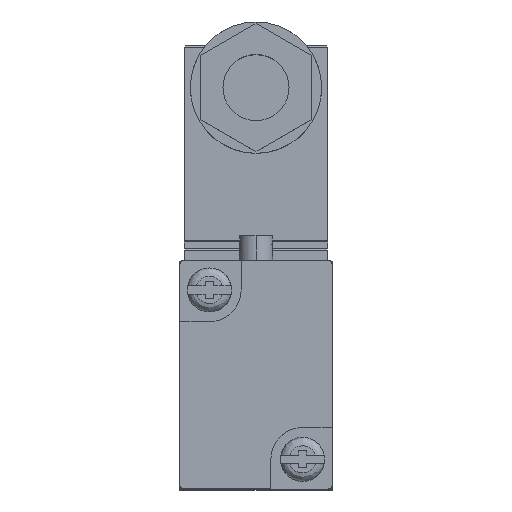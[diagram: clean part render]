
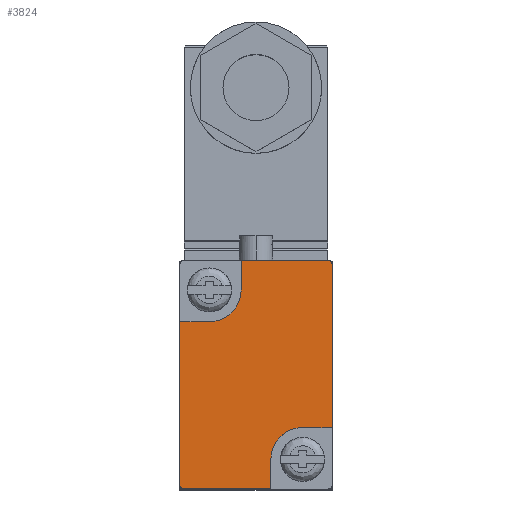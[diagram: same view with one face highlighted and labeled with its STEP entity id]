
A CAD part, top view. The second image highlights one B-rep face of the part: STEP entity #3824.
In plain terms, the highlighted planar face has unit normal (0, 0, 1).
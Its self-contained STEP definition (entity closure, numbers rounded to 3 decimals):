
#32 = DIRECTION ( 'NONE',  ( 0., 0., 1. ) ) ;
#397 = VERTEX_POINT ( 'NONE', #6430 ) ;
#403 = EDGE_CURVE ( 'NONE', #4164, #5776, #2370, .T. ) ;
#435 = DIRECTION ( 'NONE',  ( -1., 0., 0. ) ) ;
#570 = EDGE_CURVE ( 'NONE', #6177, #6419, #7408, .T. ) ;
#574 = ORIENTED_EDGE ( 'NONE', *, *, #5376, .T. ) ;
#609 = ORIENTED_EDGE ( 'NONE', *, *, #7750, .F. ) ;
#621 = EDGE_CURVE ( 'NONE', #5730, #397, #645, .T. ) ;
#630 = DIRECTION ( 'NONE',  ( -1., 0., 0. ) ) ;
#645 = LINE ( 'NONE', #3134, #7035 ) ;
#671 = ORIENTED_EDGE ( 'NONE', *, *, #1726, .F. ) ;
#751 = VECTOR ( 'NONE', #5810, 1000. ) ;
#787 = ORIENTED_EDGE ( 'NONE', *, *, #4980, .F. ) ;
#1044 = ORIENTED_EDGE ( 'NONE', *, *, #2210, .F. ) ;
#1063 = VECTOR ( 'NONE', #4870, 1000. ) ;
#1236 = VERTEX_POINT ( 'NONE', #3683 ) ;
#1275 = CARTESIAN_POINT ( 'NONE',  ( -9., 6.25, 6.8 ) ) ;
#1299 = EDGE_CURVE ( 'NONE', #1236, #4722, #2017, .T. ) ;
#1390 = CARTESIAN_POINT ( 'NONE',  ( 9., 13., 6.8 ) ) ;
#1428 = AXIS2_PLACEMENT_3D ( 'NONE', #7815, #4112, #435 ) ;
#1726 = EDGE_CURVE ( 'NONE', #6810, #4211, #5325, .T. ) ;
#1915 = CIRCLE ( 'NONE', #3788, 0.5 ) ;
#2017 = CIRCLE ( 'NONE', #7181, 3.75 ) ;
#2038 = ORIENTED_EDGE ( 'NONE', *, *, #570, .T. ) ;
#2041 = CARTESIAN_POINT ( 'NONE',  ( -1.75, 10., 6.8 ) ) ;
#2066 = CARTESIAN_POINT ( 'NONE',  ( -9., -13.5, 6.8 ) ) ;
#2210 = EDGE_CURVE ( 'NONE', #397, #6810, #7152, .T. ) ;
#2264 = DIRECTION ( 'NONE',  ( 1., 0., 0. ) ) ;
#2370 = LINE ( 'NONE', #2066, #751 ) ;
#2476 = EDGE_CURVE ( 'NONE', #6177, #4660, #5027, .T. ) ;
#2500 = ORIENTED_EDGE ( 'NONE', *, *, #6013, .F. ) ;
#2639 = EDGE_LOOP ( 'NONE', ( #2500, #574, #671, #1044, #3224, #7706, #4422, #2038, #787, #6127, #609, #3292 ) ) ;
#2781 = FACE_OUTER_BOUND ( 'NONE', #2639, .T. ) ;
#2817 = DIRECTION ( 'NONE',  ( 0., 0., -1. ) ) ;
#2871 = LINE ( 'NONE', #7840, #7418 ) ;
#2902 = VECTOR ( 'NONE', #4533, 1000. ) ;
#3134 = CARTESIAN_POINT ( 'NONE',  ( 0., -6.25, 6.8 ) ) ;
#3185 = CARTESIAN_POINT ( 'NONE',  ( 9., 13.5, 6.8 ) ) ;
#3224 = ORIENTED_EDGE ( 'NONE', *, *, #621, .F. ) ;
#3238 = CARTESIAN_POINT ( 'NONE',  ( -5.5, 10., 6.8 ) ) ;
#3292 = ORIENTED_EDGE ( 'NONE', *, *, #403, .T. ) ;
#3418 = CARTESIAN_POINT ( 'NONE',  ( 0., 0., 6.8 ) ) ;
#3458 = AXIS2_PLACEMENT_3D ( 'NONE', #3418, #2817, #7151 ) ;
#3495 = DIRECTION ( 'NONE',  ( 0., 0., -1. ) ) ;
#3649 = AXIS2_PLACEMENT_3D ( 'NONE', #3719, #32, #4350 ) ;
#3683 = CARTESIAN_POINT ( 'NONE',  ( -5.5, 6.25, 6.8 ) ) ;
#3719 = CARTESIAN_POINT ( 'NONE',  ( 5.5, -10., 6.8 ) ) ;
#3753 = DIRECTION ( 'NONE',  ( -1., 0., 0. ) ) ;
#3788 = AXIS2_PLACEMENT_3D ( 'NONE', #7203, #3495, #7802 ) ;
#3824 = ADVANCED_FACE ( 'NONE', ( #2781 ), #5294, .F. ) ;
#3858 = DIRECTION ( 'NONE',  ( 1., 0., 0. ) ) ;
#3864 = VECTOR ( 'NONE', #4283, 1000. ) ;
#3905 = CARTESIAN_POINT ( 'NONE',  ( 9., -13.5, 6.8 ) ) ;
#4112 = DIRECTION ( 'NONE',  ( 0., 0., -1. ) ) ;
#4164 = VERTEX_POINT ( 'NONE', #1275 ) ;
#4211 = VERTEX_POINT ( 'NONE', #6964 ) ;
#4272 = CARTESIAN_POINT ( 'NONE',  ( -1.75, 13.5, 6.8 ) ) ;
#4283 = DIRECTION ( 'NONE',  ( 0., -1., 0. ) ) ;
#4350 = DIRECTION ( 'NONE',  ( 1., 0., 0. ) ) ;
#4355 = DIRECTION ( 'NONE',  ( 0., 1., 0. ) ) ;
#4422 = ORIENTED_EDGE ( 'NONE', *, *, #2476, .F. ) ;
#4533 = DIRECTION ( 'NONE',  ( 1., 0., 0. ) ) ;
#4617 = EDGE_CURVE ( 'NONE', #5730, #4660, #5450, .T. ) ;
#4660 = VERTEX_POINT ( 'NONE', #1390 ) ;
#4722 = VERTEX_POINT ( 'NONE', #2041 ) ;
#4870 = DIRECTION ( 'NONE',  ( 0., 1., 0. ) ) ;
#4980 = EDGE_CURVE ( 'NONE', #4722, #6419, #7660, .T. ) ;
#5027 = CIRCLE ( 'NONE', #1428, 0.5 ) ;
#5172 = VERTEX_POINT ( 'NONE', #7946 ) ;
#5273 = VECTOR ( 'NONE', #4355, 1000. ) ;
#5294 = PLANE ( 'NONE',  #3458 ) ;
#5325 = LINE ( 'NONE', #7968, #3864 ) ;
#5376 = EDGE_CURVE ( 'NONE', #5172, #4211, #6415, .T. ) ;
#5450 = LINE ( 'NONE', #3185, #5273 ) ;
#5572 = CARTESIAN_POINT ( 'NONE',  ( -9., 13.5, 6.8 ) ) ;
#5730 = VERTEX_POINT ( 'NONE', #7519 ) ;
#5776 = VERTEX_POINT ( 'NONE', #6349 ) ;
#5810 = DIRECTION ( 'NONE',  ( 0., -1., 0. ) ) ;
#6013 = EDGE_CURVE ( 'NONE', #5172, #5776, #1915, .T. ) ;
#6083 = CARTESIAN_POINT ( 'NONE',  ( -1.75, 0., 6.8 ) ) ;
#6127 = ORIENTED_EDGE ( 'NONE', *, *, #1299, .F. ) ;
#6177 = VERTEX_POINT ( 'NONE', #6789 ) ;
#6349 = CARTESIAN_POINT ( 'NONE',  ( -9., -13., 6.8 ) ) ;
#6415 = LINE ( 'NONE', #3905, #2902 ) ;
#6419 = VERTEX_POINT ( 'NONE', #4272 ) ;
#6430 = CARTESIAN_POINT ( 'NONE',  ( 5.5, -6.25, 6.8 ) ) ;
#6789 = CARTESIAN_POINT ( 'NONE',  ( 8.5, 13.5, 6.8 ) ) ;
#6810 = VERTEX_POINT ( 'NONE', #7215 ) ;
#6964 = CARTESIAN_POINT ( 'NONE',  ( 1.75, -13.5, 6.8 ) ) ;
#7035 = VECTOR ( 'NONE', #3753, 1000. ) ;
#7151 = DIRECTION ( 'NONE',  ( -1., 0., 0. ) ) ;
#7152 = CIRCLE ( 'NONE', #3649, 3.75 ) ;
#7181 = AXIS2_PLACEMENT_3D ( 'NONE', #3238, #7564, #3858 ) ;
#7203 = CARTESIAN_POINT ( 'NONE',  ( -8.5, -13., 6.8 ) ) ;
#7215 = CARTESIAN_POINT ( 'NONE',  ( 1.75, -10., 6.8 ) ) ;
#7408 = LINE ( 'NONE', #5572, #7612 ) ;
#7418 = VECTOR ( 'NONE', #2264, 1000. ) ;
#7519 = CARTESIAN_POINT ( 'NONE',  ( 9., -6.25, 6.8 ) ) ;
#7564 = DIRECTION ( 'NONE',  ( 0., 0., 1. ) ) ;
#7612 = VECTOR ( 'NONE', #630, 1000. ) ;
#7660 = LINE ( 'NONE', #6083, #1063 ) ;
#7706 = ORIENTED_EDGE ( 'NONE', *, *, #4617, .T. ) ;
#7750 = EDGE_CURVE ( 'NONE', #4164, #1236, #2871, .T. ) ;
#7802 = DIRECTION ( 'NONE',  ( -1., 0., 0. ) ) ;
#7815 = CARTESIAN_POINT ( 'NONE',  ( 8.5, 13., 6.8 ) ) ;
#7840 = CARTESIAN_POINT ( 'NONE',  ( 0., 6.25, 6.8 ) ) ;
#7946 = CARTESIAN_POINT ( 'NONE',  ( -8.5, -13.5, 6.8 ) ) ;
#7968 = CARTESIAN_POINT ( 'NONE',  ( 1.75, 0., 6.8 ) ) ;
